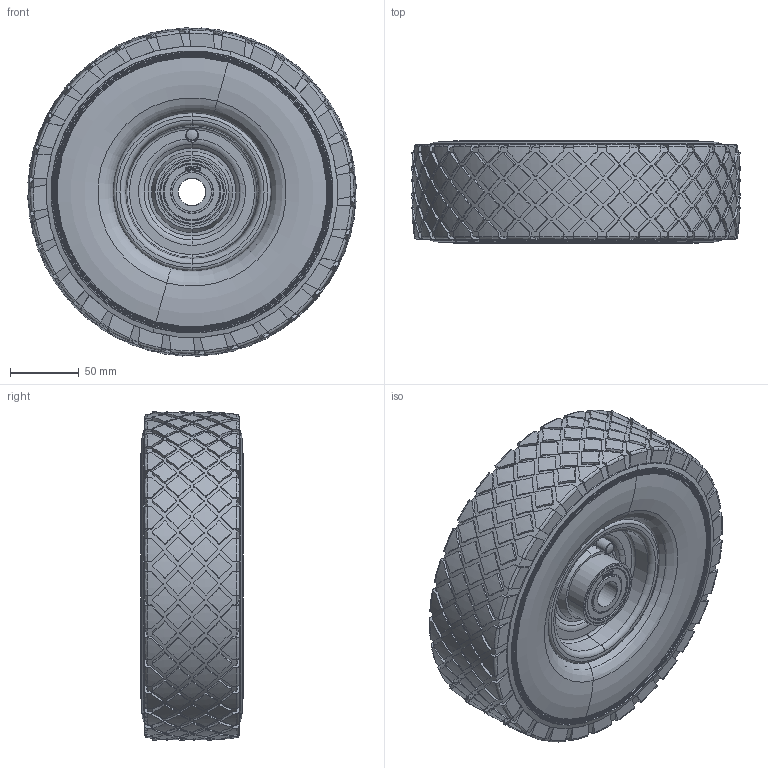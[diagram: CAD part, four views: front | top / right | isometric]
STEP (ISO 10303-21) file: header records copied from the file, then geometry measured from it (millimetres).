
FILE_DESCRIPTION(('STEP AP214'),'1');
FILE_NAME('BZWPMB26020654DE.STEP','2022-12-08T16:08:21',(' '),(' '),'Spatial InterOp 3D',' ',' ');
FILE_SCHEMA(('AUTOMOTIVE_DESIGN { 1 0 10303 214 1 1 1 1 }'));
Length unit declared in the file: metre
Products named in the file (21): TYRETUBE2604DECON; TYRE; INNERTUBE; INNERTUBE Geometry; CAP; VALVE; BZWPMB26020654DE; RIM300X4STRED6204X65; STEEL RIM; PLASTIC CAP; BEARING62042; INNER; OUTER; BALL BEARINGS; Component3; MIDDLE; RUBBER; BEARING6204
Assembly tree (39 placements, depth 5):
  BZWPMB26020654DE
    TYRETUBE2604DECON
      TYRE
      INNERTUBE
        INNERTUBE Geometry
        CAP
        VALVE
    RIM300X4STRED6204X65
      STEEL RIM
      PLASTIC CAP
    BEARING6204
      BEARING62042
        INNER
        OUTER
        BALL BEARINGS
          Component3  x8
        MIDDLE
        RUBBER
    BEARING6204
      BEARING62042
        INNER
        OUTER
        BALL BEARINGS
          Component3  x8
        MIDDLE
        RUBBER
Bounding box: 239.42 x 74.74 x 239.42 mm (x, y, z)
Volume: 647474.7 mm3; surface area: 619640.4 mm2
Topology: 33 solids, 34 shells, 3101 faces, 8323 edges, 5435 vertices
Faces by surface type: cylinder 1362, plane 550, torus 392, extrusion 292, bspline 240, cone 168, sphere 97
Entity records: 117369 total; most frequent: CARTESIAN_POINT 57200, ORIENTED_EDGE 14250, DIRECTION 9404, EDGE_CURVE 7125, VERTEX_POINT 4687, B_SPLINE_CURVE_WITH_KNOTS 3726, AXIS2_PLACEMENT_3D 3487, EDGE_LOOP 2940
